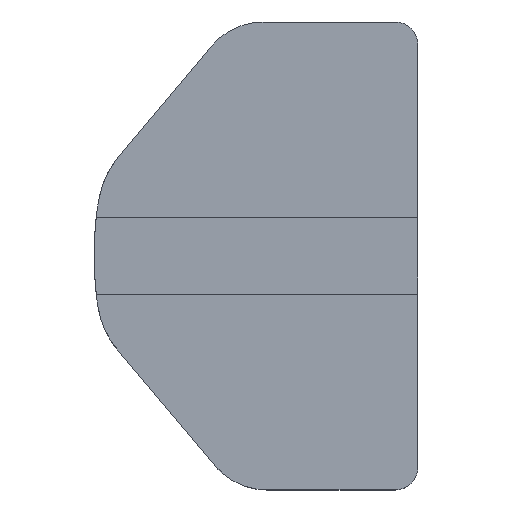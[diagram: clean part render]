
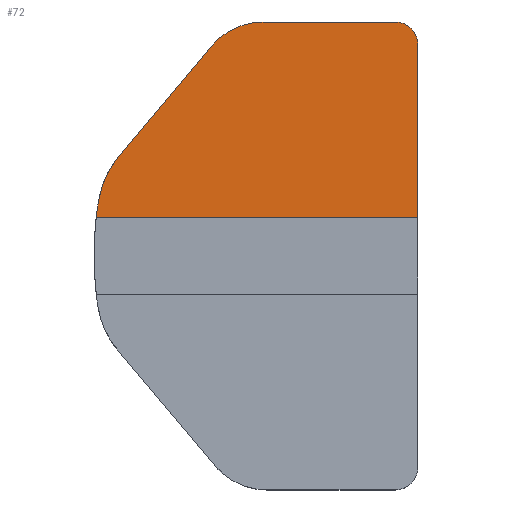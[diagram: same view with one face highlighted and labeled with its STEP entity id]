
A CAD part, top view. The second image highlights one B-rep face of the part: STEP entity #72.
In plain terms, the highlighted planar face has unit normal (0, 0, 1).
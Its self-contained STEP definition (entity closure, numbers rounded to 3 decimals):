
#72=ADVANCED_FACE('',(#132),#111,.F.);
#111=PLANE('',#751);
#132=FACE_OUTER_BOUND('',#171,.T.);
#171=EDGE_LOOP('',(#361,#362,#363,#364,#365,#366,#367,#368));
#220=LINE('',#1078,#275);
#226=LINE('',#1089,#281);
#227=LINE('',#1094,#282);
#228=LINE('',#1098,#283);
#275=VECTOR('',#858,1.);
#281=VECTOR('',#866,1.);
#282=VECTOR('',#873,1.);
#283=VECTOR('',#876,1.);
#361=ORIENTED_EDGE('',*,*,#590,.F.);
#362=ORIENTED_EDGE('',*,*,#596,.T.);
#363=ORIENTED_EDGE('',*,*,#597,.T.);
#364=ORIENTED_EDGE('',*,*,#598,.F.);
#365=ORIENTED_EDGE('',*,*,#599,.T.);
#366=ORIENTED_EDGE('',*,*,#600,.T.);
#367=ORIENTED_EDGE('',*,*,#601,.T.);
#368=ORIENTED_EDGE('',*,*,#580,.F.);
#517=VERTEX_POINT('',#1057);
#518=VERTEX_POINT('',#1059);
#524=VERTEX_POINT('',#1077);
#528=VERTEX_POINT('',#1088);
#529=VERTEX_POINT('',#1093);
#530=VERTEX_POINT('',#1095);
#531=VERTEX_POINT('',#1097);
#532=VERTEX_POINT('',#1099);
#580=EDGE_CURVE('',#517,#518,#667,.T.);
#590=EDGE_CURVE('',#524,#517,#220,.T.);
#596=EDGE_CURVE('',#524,#528,#226,.T.);
#597=EDGE_CURVE('',#528,#529,#670,.T.);
#598=EDGE_CURVE('',#530,#529,#227,.T.);
#599=EDGE_CURVE('',#530,#531,#671,.T.);
#600=EDGE_CURVE('',#531,#532,#228,.T.);
#601=EDGE_CURVE('',#532,#518,#672,.T.);
#667=CIRCLE('',#739,72.5);
#670=CIRCLE('',#748,5.);
#671=CIRCLE('',#749,15.);
#672=CIRCLE('',#750,20.);
#739=AXIS2_PLACEMENT_3D('',#1058,#839,#840);
#748=AXIS2_PLACEMENT_3D('',#1092,#871,#872);
#749=AXIS2_PLACEMENT_3D('',#1096,#874,#875);
#750=AXIS2_PLACEMENT_3D('',#1100,#877,#878);
#751=AXIS2_PLACEMENT_3D('',#1101,#879,#880);
#839=DIRECTION('',(0.,0.,-1.));
#840=DIRECTION('',(-1.,0.,0.));
#858=DIRECTION('',(-1.,0.,0.));
#866=DIRECTION('',(0.,1.,0.));
#871=DIRECTION('',(0.,0.,1.));
#872=DIRECTION('',(-1.,0.,0.));
#873=DIRECTION('',(1.,0.,0.));
#874=DIRECTION('',(0.,0.,1.));
#875=DIRECTION('',(-1.,0.,0.));
#876=DIRECTION('',(-0.643,-0.766,0.));
#877=DIRECTION('',(0.,0.,1.));
#878=DIRECTION('',(-1.,0.,0.));
#879=DIRECTION('',(0.,0.,-1.));
#880=DIRECTION('',(-1.,0.,0.));
#1057=CARTESIAN_POINT('',(-71.5,8.5,0.));
#1058=CARTESIAN_POINT('',(0.5,0.,0.));
#1059=CARTESIAN_POINT('',(-70.871,12.743,0.));
#1077=CARTESIAN_POINT('',(0.,8.5,0.));
#1078=CARTESIAN_POINT('',(-72.,8.5,0.));
#1088=CARTESIAN_POINT('',(0.,47.,0.));
#1089=CARTESIAN_POINT('',(0.,-52.,0.));
#1092=CARTESIAN_POINT('',(-5.,47.,0.));
#1093=CARTESIAN_POINT('',(-5.,52.,0.));
#1094=CARTESIAN_POINT('',(-72.,52.,0.));
#1095=CARTESIAN_POINT('',(-34.406,52.,0.));
#1096=CARTESIAN_POINT('',(-34.406,37.,0.));
#1097=CARTESIAN_POINT('',(-45.897,46.642,0.));
#1098=CARTESIAN_POINT('',(-75.476,11.391,0.));
#1099=CARTESIAN_POINT('',(-66.504,22.084,0.));
#1100=CARTESIAN_POINT('',(-51.183,9.228,0.));
#1101=CARTESIAN_POINT('',(-72.,-52.,0.));
